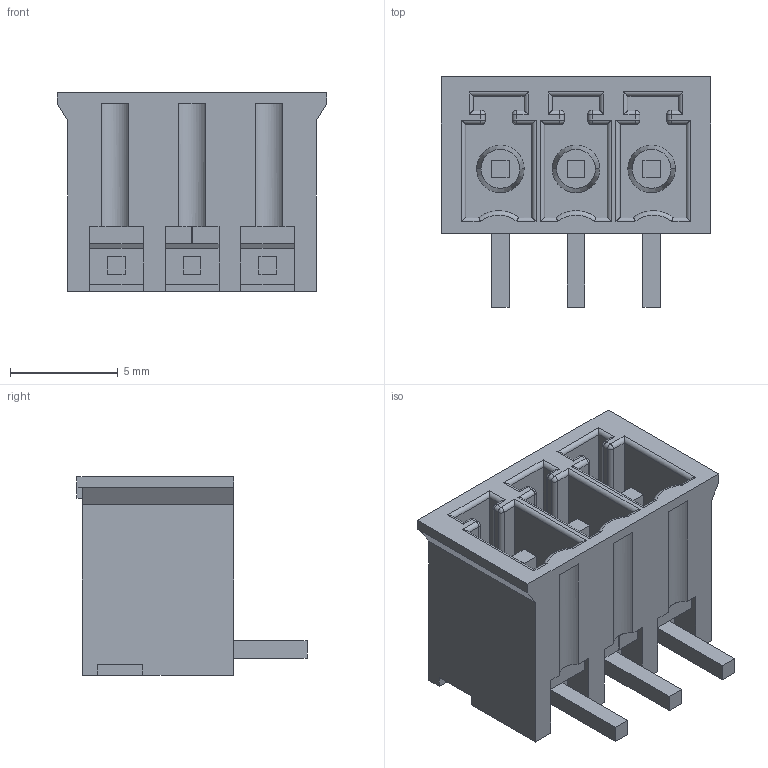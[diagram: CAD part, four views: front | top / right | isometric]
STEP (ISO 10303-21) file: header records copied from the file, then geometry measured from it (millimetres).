
FILE_DESCRIPTION((''),'2;1');
FILE_NAME('C-284512-3','2008-09-03T',('workeradm'),('Tyco Electronics Corporation'),'PRO/ENGINEER BY PARAMETRIC TECHNOLOGY CORPORATION, 2005450','PRO/ENGINEER BY PARAMETRIC TECHNOLOGY CORPORATION, 2005450','');
FILE_SCHEMA(('CONFIG_CONTROL_DESIGN', 'GEOMETRIC_VALIDATION_PROPERTIES_MIM'));
Length unit declared in the file: millimetre
Products named in the file (1): C-284512-3
Bounding box: 12.5 x 10.65 x 9.2 mm (x, y, z)
Volume: 408.4 mm3; surface area: 1081.2 mm2
Topology: 1 solids, 1 shells, 265 faces, 653 edges, 402 vertices
Faces by surface type: plane 154, cylinder 84, sphere 18, cone 6, torus 3
Entity records: 8029 total; most frequent: CARTESIAN_POINT 1672, ORIENTED_EDGE 1306, DIRECTION 1248, EDGE_CURVE 653, VECTOR 502, LINE 502, VERTEX_POINT 402, AXIS2_PLACEMENT_3D 373
